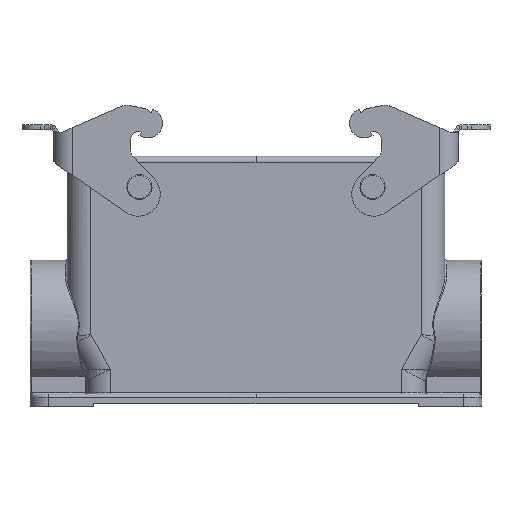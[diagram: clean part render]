
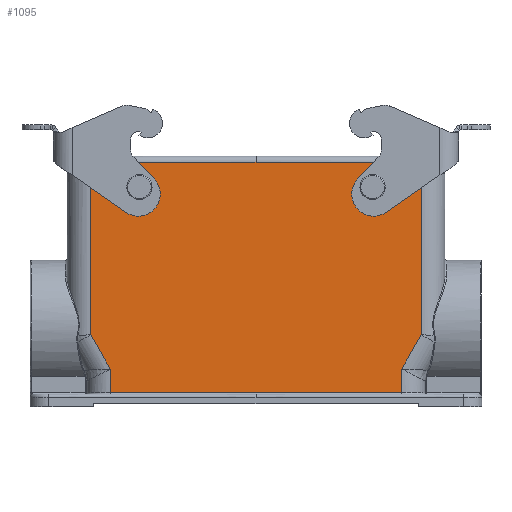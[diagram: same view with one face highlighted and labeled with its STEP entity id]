
A CAD part, front view. The second image highlights one B-rep face of the part: STEP entity #1095.
In plain terms, the highlighted planar face has unit normal (0, -1, 0).
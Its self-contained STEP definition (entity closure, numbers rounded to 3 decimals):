
#798=FACE_BOUND('',#2159,.T.);
#799=FACE_BOUND('',#2160,.T.);
#800=FACE_BOUND('',#2161,.T.);
#1095=ADVANCED_FACE('',(#798,#799,#800),#1474,.T.);
#1474=PLANE('',#7978);
#2159=EDGE_LOOP('',(#4028));
#2160=EDGE_LOOP('',(#4029));
#2161=EDGE_LOOP('',(#4030,#4031,#4032,#4033,#4034,#4035,#4036,#4037,#4038,
#4039,#4040,#4041,#4042));
#2584=LINE('',#10270,#2980);
#2717=LINE('',#12794,#3113);
#2719=LINE('',#12920,#3115);
#2720=LINE('',#12926,#3116);
#2721=LINE('',#12928,#3117);
#2722=LINE('',#12930,#3118);
#2723=LINE('',#12932,#3119);
#2724=LINE('',#12934,#3120);
#2725=LINE('',#12936,#3121);
#2726=LINE('',#12938,#3122);
#2727=LINE('',#12939,#3123);
#2728=LINE('',#12941,#3124);
#2729=LINE('',#12943,#3125);
#2980=VECTOR('',#8461,1.);
#3113=VECTOR('',#9040,1.);
#3115=VECTOR('',#9046,1.);
#3116=VECTOR('',#9053,1.);
#3117=VECTOR('',#9054,1.);
#3118=VECTOR('',#9055,1.);
#3119=VECTOR('',#9056,1.);
#3120=VECTOR('',#9057,1.);
#3121=VECTOR('',#9058,1.);
#3122=VECTOR('',#9059,1.);
#3123=VECTOR('',#9060,1.);
#3124=VECTOR('',#9061,1.);
#3125=VECTOR('',#9062,1.);
#4028=ORIENTED_EDGE('',*,*,#6699,.F.);
#4029=ORIENTED_EDGE('',*,*,#6700,.F.);
#4030=ORIENTED_EDGE('',*,*,#6701,.T.);
#4031=ORIENTED_EDGE('',*,*,#6698,.T.);
#4032=ORIENTED_EDGE('',*,*,#6690,.T.);
#4033=ORIENTED_EDGE('',*,*,#6702,.T.);
#4034=ORIENTED_EDGE('',*,*,#6703,.T.);
#4035=ORIENTED_EDGE('',*,*,#6704,.F.);
#4036=ORIENTED_EDGE('',*,*,#6705,.T.);
#4037=ORIENTED_EDGE('',*,*,#6706,.F.);
#4038=ORIENTED_EDGE('',*,*,#6707,.F.);
#4039=ORIENTED_EDGE('',*,*,#6317,.T.);
#4040=ORIENTED_EDGE('',*,*,#6708,.T.);
#4041=ORIENTED_EDGE('',*,*,#6709,.T.);
#4042=ORIENTED_EDGE('',*,*,#6710,.T.);
#5584=VERTEX_POINT('',#10257);
#5590=VERTEX_POINT('',#10269);
#5854=VERTEX_POINT('',#12745);
#5856=VERTEX_POINT('',#12795);
#5860=VERTEX_POINT('',#12917);
#5862=VERTEX_POINT('',#12923);
#5863=VERTEX_POINT('',#12925);
#5864=VERTEX_POINT('',#12927);
#5865=VERTEX_POINT('',#12929);
#5866=VERTEX_POINT('',#12931);
#5867=VERTEX_POINT('',#12933);
#5868=VERTEX_POINT('',#12935);
#5869=VERTEX_POINT('',#12937);
#5870=VERTEX_POINT('',#12940);
#5871=VERTEX_POINT('',#12942);
#6317=EDGE_CURVE('',#5584,#5590,#2584,.T.);
#6690=EDGE_CURVE('',#5856,#5854,#2717,.T.);
#6698=EDGE_CURVE('',#5860,#5856,#2719,.T.);
#6699=EDGE_CURVE('',#5862,#5862,#7535,.T.);
#6700=EDGE_CURVE('',#5863,#5863,#7536,.T.);
#6701=EDGE_CURVE('',#5864,#5860,#2720,.T.);
#6702=EDGE_CURVE('',#5854,#5865,#2721,.T.);
#6703=EDGE_CURVE('',#5865,#5866,#2722,.T.);
#6704=EDGE_CURVE('',#5867,#5866,#2723,.T.);
#6705=EDGE_CURVE('',#5867,#5868,#2724,.T.);
#6706=EDGE_CURVE('',#5869,#5868,#2725,.T.);
#6707=EDGE_CURVE('',#5584,#5869,#2726,.T.);
#6708=EDGE_CURVE('',#5590,#5870,#2727,.T.);
#6709=EDGE_CURVE('',#5870,#5871,#2728,.T.);
#6710=EDGE_CURVE('',#5871,#5864,#2729,.T.);
#7535=CIRCLE('',#7976,1.9);
#7536=CIRCLE('',#7977,1.9);
#7976=AXIS2_PLACEMENT_3D('',#12922,#9049,#9050);
#7977=AXIS2_PLACEMENT_3D('',#12924,#9051,#9052);
#7978=AXIS2_PLACEMENT_3D('',#12944,#9063,#9064);
#8461=DIRECTION('',(-1.,0.,0.));
#9040=DIRECTION('',(0.5,0.,0.866));
#9046=DIRECTION('',(0.,0.,1.));
#9049=DIRECTION('',(0.,-1.,0.));
#9050=DIRECTION('',(0.,0.,-1.));
#9051=DIRECTION('',(0.,-1.,0.));
#9052=DIRECTION('',(0.,0.,-1.));
#9053=DIRECTION('',(1.,0.,0.));
#9054=DIRECTION('',(0.,0.,1.));
#9055=DIRECTION('',(-1.,0.,0.));
#9056=DIRECTION('',(0.,0.,-1.));
#9057=DIRECTION('',(-1.,0.,0.));
#9058=DIRECTION('',(1.,0.,0.));
#9059=DIRECTION('',(0.,0.,1.));
#9060=DIRECTION('',(0.,0.,-1.));
#9061=DIRECTION('',(0.5,0.,-0.866));
#9062=DIRECTION('',(0.,0.,-1.));
#9063=DIRECTION('',(0.,-1.,0.));
#9064=DIRECTION('',(0.,0.,1.));
#10257=CARTESIAN_POINT('',(-52.3,-21.5,74.));
#10269=CARTESIAN_POINT('',(-52.5,-21.5,74.));
#10270=CARTESIAN_POINT('',(52.5,-21.5,74.));
#12745=CARTESIAN_POINT('',(52.5,-21.5,22.835));
#12794=CARTESIAN_POINT('',(46.25,-21.5,12.01));
#12795=CARTESIAN_POINT('',(46.25,-21.5,12.01));
#12917=CARTESIAN_POINT('',(46.25,-21.5,4.5));
#12920=CARTESIAN_POINT('',(46.25,-21.5,4.5));
#12922=CARTESIAN_POINT('',(37.,-21.5,69.8));
#12923=CARTESIAN_POINT('',(37.,-21.5,67.9));
#12924=CARTESIAN_POINT('',(-37.,-21.5,69.8));
#12925=CARTESIAN_POINT('',(-37.,-21.5,67.9));
#12926=CARTESIAN_POINT('',(-46.25,-21.5,4.5));
#12927=CARTESIAN_POINT('',(-46.25,-21.5,4.5));
#12928=CARTESIAN_POINT('',(52.5,-21.5,22.835));
#12929=CARTESIAN_POINT('',(52.5,-21.5,74.));
#12930=CARTESIAN_POINT('',(52.5,-21.5,74.));
#12931=CARTESIAN_POINT('',(52.3,-21.5,74.));
#12932=CARTESIAN_POINT('',(52.3,-21.5,77.6));
#12933=CARTESIAN_POINT('',(52.3,-21.5,77.6));
#12934=CARTESIAN_POINT('',(52.3,-21.5,77.6));
#12935=CARTESIAN_POINT('',(0.,-21.5,77.6));
#12936=CARTESIAN_POINT('',(-52.3,-21.5,77.6));
#12937=CARTESIAN_POINT('',(-52.3,-21.5,77.6));
#12938=CARTESIAN_POINT('',(-52.3,-21.5,74.));
#12939=CARTESIAN_POINT('',(-52.5,-21.5,74.));
#12940=CARTESIAN_POINT('',(-52.5,-21.5,22.835));
#12941=CARTESIAN_POINT('',(-52.5,-21.5,22.835));
#12942=CARTESIAN_POINT('',(-46.25,-21.5,12.01));
#12943=CARTESIAN_POINT('',(-46.25,-21.5,12.01));
#12944=CARTESIAN_POINT('',(53.6,-21.5,2.9));
